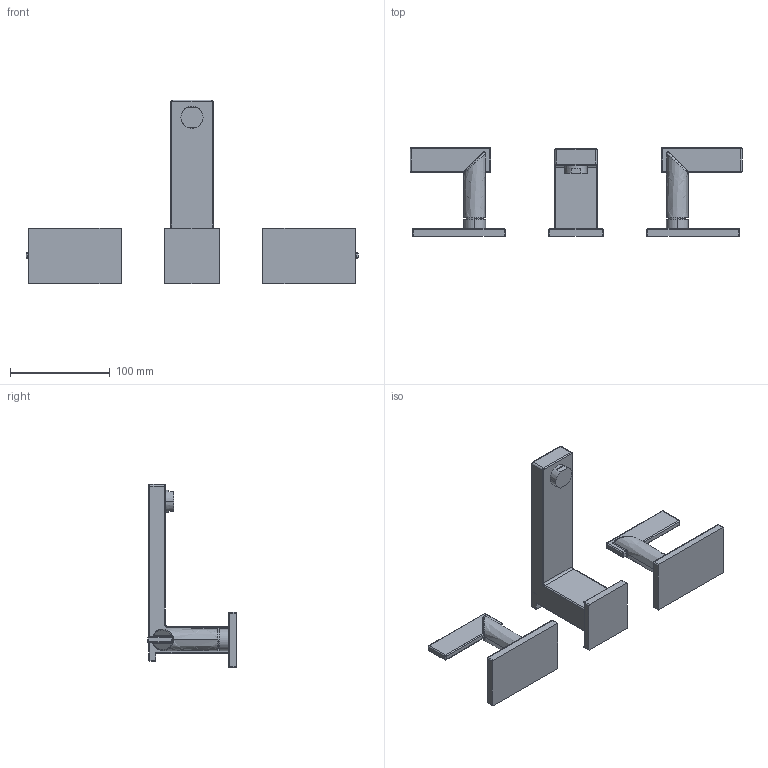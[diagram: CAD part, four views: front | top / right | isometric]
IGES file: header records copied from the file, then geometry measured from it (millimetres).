
Start section:  PTC IGES file: 2540.igs
Global section: file name: 2540.igs; native system: Creo Parametric by PTC Inc.; preprocessor: 2018400; author: jinson.thomas; organization: Unknown; date: 20201127.135116; units: inch
Bounding box: 333.25 x 89.15 x 184.07 mm (x, y, z)
Volume: 375877.9 mm3; surface area: 80691.4 mm2
Topology: 3 solids, 3 shells, 214 faces, 516 edges, 286 vertices
Faces by surface type: revolution 132, bspline 82
